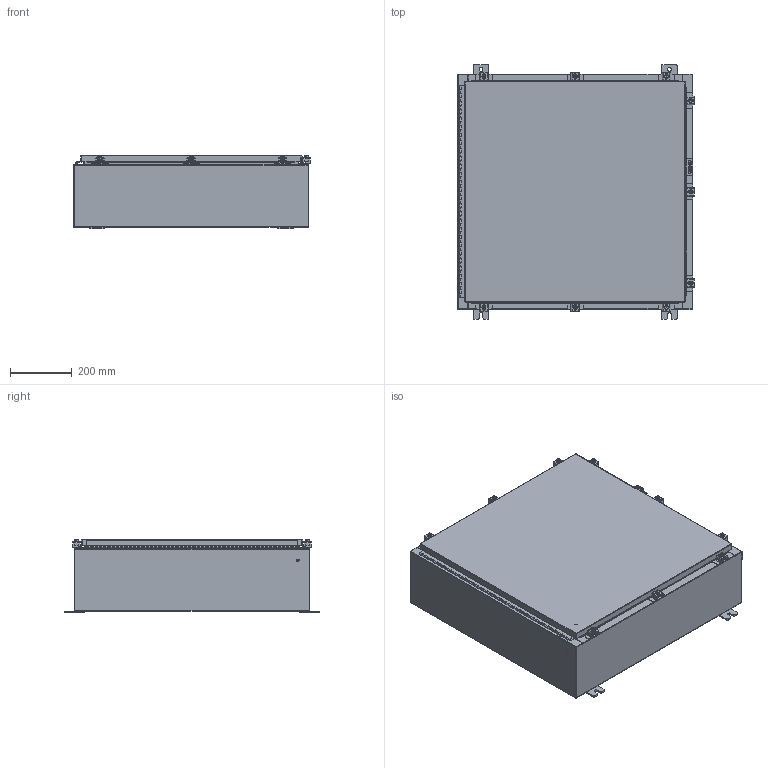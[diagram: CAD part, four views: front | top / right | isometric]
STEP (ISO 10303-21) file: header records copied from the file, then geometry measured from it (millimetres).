
FILE_DESCRIPTION (( 'STEP AP203' ), '1' );
FILE_NAME ('N30H3008WP.STEP', '2014-03-24T21:23:39', ( 'changeme' ), ( 'Microsoft' ), 'SwSTEP 2.0', 'SolidWorks 2013', '' );
FILE_SCHEMA (( 'CONFIG_CONTROL_DESIGN' ));
Length unit declared in the file: inch
Products named in the file (21): N30H3008SSWP Clamp Assembly; Quarter-20 CD Stud; N30H3008SSWP Standard Clamps; N30H3008SSWP Padlock Staple; N30H3008SSWP Cover; N30H3008SSWP Padlock Hasp; N30H3008SSWP Backpanel; N30H3008SSWP Body; N30H3008SSWP Enclosure Stiffener; N30H3008SSWP Mounting Studs; N30H3008SSWP Bottom; N30H3008SSWP Clamp Bracket; N30H3008SSWP Hinge Enclosure Side2; N30H3008SSWP Top; N30H3008SSWP 22101002; N30H3008SSWP Hinge Cover Side; N30H3008WP; N30H3008SSWP 22104005_DEFAULT; N30H3008SSWP 125 Pin Hinge; N30H3008SSWP Clamp Top; N30H3008SSWP Mounting Feet
Assembly tree (36 placements, depth 4):
  N30H3008WP
    N30H3008SSWP Backpanel
    N30H3008SSWP Mounting Studs  x4
    N30H3008SSWP 125 Pin Hinge
      N30H3008SSWP Hinge Enclosure Side2
      N30H3008SSWP Hinge Cover Side
    N30H3008SSWP Mounting Feet  x4
    Quarter-20 CD Stud  x2
    N30H3008SSWP Padlock Staple
    N30H3008SSWP Padlock Hasp
    N30H3008SSWP Enclosure Stiffener
    N30H3008SSWP Standard Clamps  x9
      N30H3008SSWP Clamp Bracket
      N30H3008SSWP Clamp Assembly
        N30H3008SSWP 22101002  x2
        N30H3008SSWP 22104005_DEFAULT
        N30H3008SSWP Clamp Top
    N30H3008SSWP Cover
    N30H3008SSWP Body
    N30H3008SSWP Bottom
    N30H3008SSWP Top
Bounding box: 767.35 x 825.5 x 238.47 mm (x, y, z)
Volume: 5341924.7 mm3; surface area: 5245805.2 mm2
Topology: 65 solids, 65 shells, 2288 faces, 5748 edges, 3622 vertices
Faces by surface type: plane 1212, cylinder 944, cone 66, torus 58, bspline 8
Entity records: 39003 total; most frequent: CARTESIAN_POINT 6704, DIRECTION 6472, ORIENTED_EDGE 6056, EDGE_CURVE 3028, AXIS2_PLACEMENT_3D 2248, VECTOR 1976, LINE 1976, VERTEX_POINT 1858
